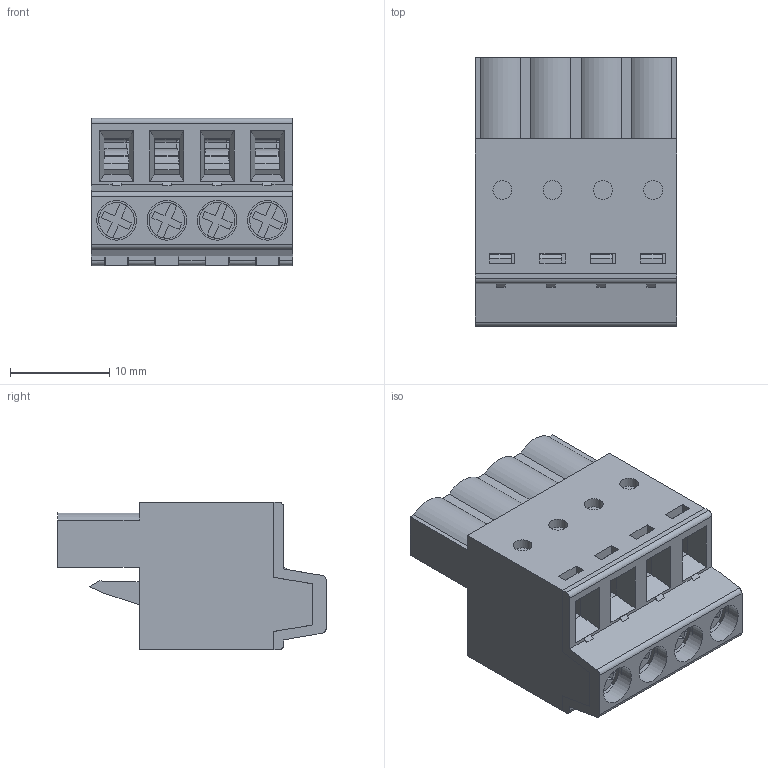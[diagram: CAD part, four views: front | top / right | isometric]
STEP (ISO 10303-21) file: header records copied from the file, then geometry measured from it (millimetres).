
FILE_DESCRIPTION( ( 'Unknown' ), '1' );
FILE_NAME( '691373500004B.stp', 'Unknown', ( 'Unknown' ), ( 'Unknown' ), 'PSStep 19.0.9', 'Unknown', ' ' );
FILE_SCHEMA( ( 'AUTOMOTIVE_DESIGN { 1 0 10303 214 1 1 1 1 }' ) );
Length unit declared in the file: millimetre
Products named in the file (7): Assem1; 6913735000xxB_PIN; 691373500004B_COQUE; 691373500004B; 6913735000xxB_MASS; 6913735000xxB_VIS; 6913735000xxB_CLAPET
Assembly tree (18 placements, depth 2):
  Assem1
    6913735000xxB_PIN  x4
    691373500004B_COQUE
    691373500004B
    6913735000xxB_MASS  x4
    6913735000xxB_VIS  x4
    6913735000xxB_CLAPET  x4
Bounding box: 20.32 x 27.1 x 14.9 mm (x, y, z)
Volume: 3846.6 mm3; surface area: 9651 mm2
Topology: 18 solids, 18 shells, 1031 faces, 2843 edges, 1866 vertices
Faces by surface type: plane 803, cylinder 224, cone 4
Full cylindrical faces by diameter (mm): 1.9 x4, 2.003 x4, 2.5 x8, 3 x4, 3.1 x4, 3.6 x4, 3.99 x4, 4.1 x4
Entity records: 23680 total; most frequent: CARTESIAN_POINT 3356, ORIENTED_EDGE 3264, DIRECTION 3028, EDGE_CURVE 1632, LINE 1456, VECTOR 1456, VERTEX_POINT 1082, AXIS2_PLACEMENT_3D 786
